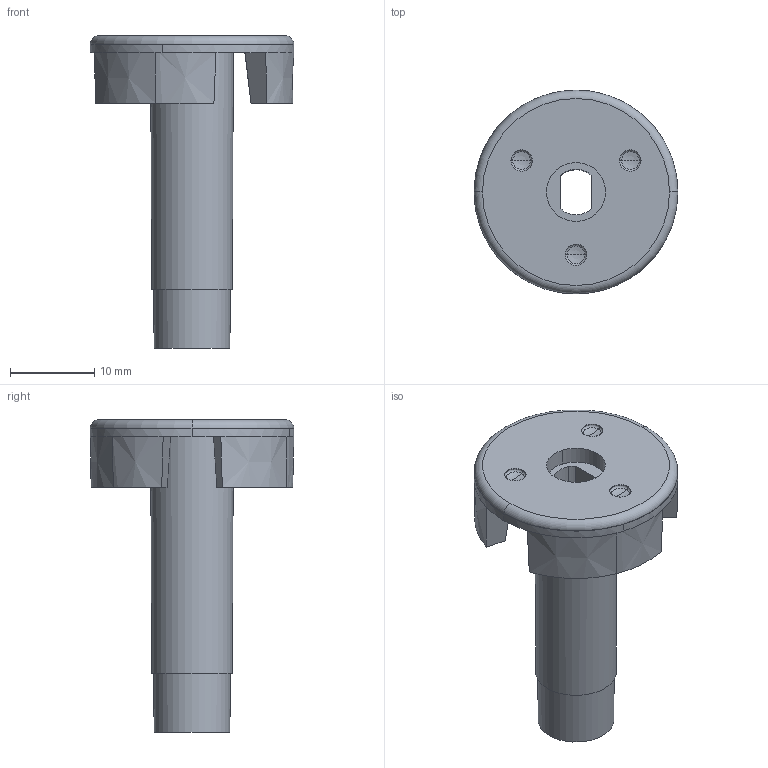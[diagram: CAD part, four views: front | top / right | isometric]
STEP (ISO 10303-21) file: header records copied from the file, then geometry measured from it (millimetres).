
FILE_DESCRIPTION((''),'2;1');
FILE_NAME('CKG.stp','2020-04-21T00:23:22',(''),(''),'AutoCAD STEP 2000i','AutoCAD 2000i',', , ');
FILE_SCHEMA(('CONFIG_CONTROL_DESIGN'));
Length unit declared in the file: millimetre
Products named in the file (2): CKG; PART1
Assembly tree (1 placements, depth 2):
  CKG
    PART1
Bounding box: 24.21 x 24.21 x 37.1 mm (x, y, z)
Volume: 3573.4 mm3; surface area: 3296.4 mm2
Topology: 1 solids, 1 shells, 69 faces, 181 edges, 113 vertices
Faces by surface type: plane 18, cone 15, bspline 13, cylinder 13, torus 10
Entity records: 2866 total; most frequent: CARTESIAN_POINT 1057, DIRECTION 385, ORIENTED_EDGE 350, EDGE_CURVE 175, AXIS2_PLACEMENT_3D 163, VERTEX_POINT 113, CIRCLE 105, EDGE_LOOP 76
